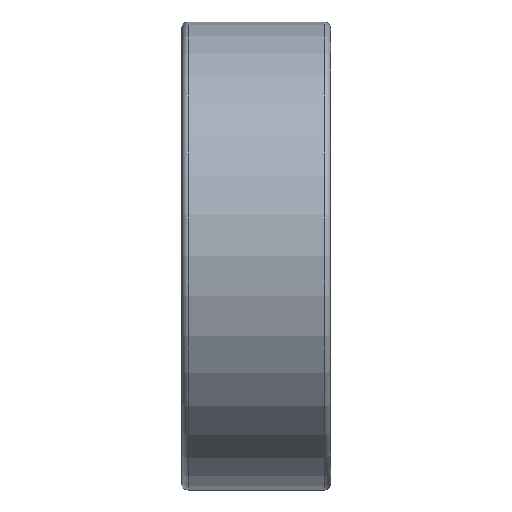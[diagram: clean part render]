
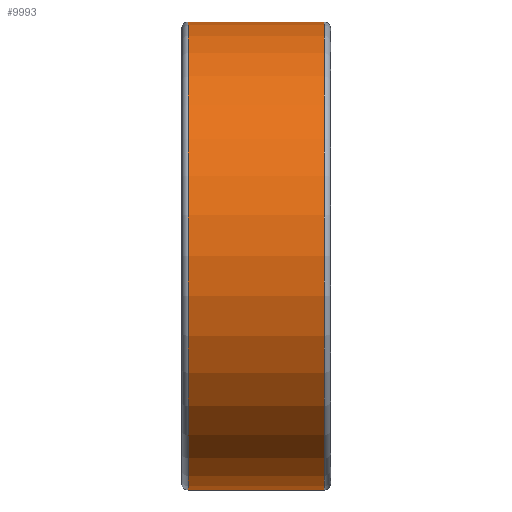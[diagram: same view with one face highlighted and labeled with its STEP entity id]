
A CAD part, top view. The second image highlights one B-rep face of the part: STEP entity #9993.
In plain terms, the highlighted cylindrical face has radius 11 mm (diameter 22 mm), a partial arc.
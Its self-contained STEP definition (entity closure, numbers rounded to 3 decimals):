
#2528=CARTESIAN_POINT('',(-3.2,0.,0.));
#2529=DIRECTION('',(1.,0.,0.));
#2530=DIRECTION('',(0.,1.,0.));
#2531=AXIS2_PLACEMENT_3D('',#2528,#2529,#2530);
#2536=CARTESIAN_POINT('',(3.2,0.,0.));
#2537=DIRECTION('',(1.,0.,0.));
#2538=DIRECTION('',(0.,1.,0.));
#2539=AXIS2_PLACEMENT_3D('',#2536,#2537,#2538);
#2552=DIRECTION('',(-1.,0.,0.));
#2553=VECTOR('',#2552,6.4);
#2554=CARTESIAN_POINT('',(3.2,-11.,0.));
#2555=LINE('',#2554,#2553);
#2567=DIRECTION('',(-1.,0.,0.));
#2568=VECTOR('',#2567,6.4);
#2569=CARTESIAN_POINT('',(3.2,11.,0.));
#2570=LINE('',#2569,#2568);
#7721=CARTESIAN_POINT('',(-3.2,11.,0.));
#7722=CARTESIAN_POINT('',(-3.2,-11.,0.));
#7723=VERTEX_POINT('',#7721);
#7724=VERTEX_POINT('',#7722);
#7725=CARTESIAN_POINT('',(3.2,11.,0.));
#7726=CARTESIAN_POINT('',(3.2,-11.,0.));
#7727=VERTEX_POINT('',#7725);
#7728=VERTEX_POINT('',#7726);
#9979=CARTESIAN_POINT('',(-3.85,0.,0.));
#9980=DIRECTION('',(1.,0.,0.));
#9981=DIRECTION('',(0.,-1.,0.));
#9982=AXIS2_PLACEMENT_3D('',#9979,#9980,#9981);
#9983=CYLINDRICAL_SURFACE('',#9982,11.);
#9984=ORIENTED_EDGE('',*,*,#9969,.F.);
#9986=ORIENTED_EDGE('',*,*,#9985,.F.);
#9988=ORIENTED_EDGE('',*,*,#9987,.T.);
#9990=ORIENTED_EDGE('',*,*,#9989,.T.);
#9991=EDGE_LOOP('',(#9984,#9986,#9988,#9990));
#9992=FACE_OUTER_BOUND('',#9991,.F.);
#2532=CIRCLE('',#2531,11.);
#2540=CIRCLE('',#2539,11.);
#9969=EDGE_CURVE('',#7723,#7724,#2532,.T.);
#9985=EDGE_CURVE('',#7727,#7723,#2570,.T.);
#9987=EDGE_CURVE('',#7727,#7728,#2540,.T.);
#9989=EDGE_CURVE('',#7728,#7724,#2555,.T.);
#9993=ADVANCED_FACE('',(#9992),#9983,.T.);
